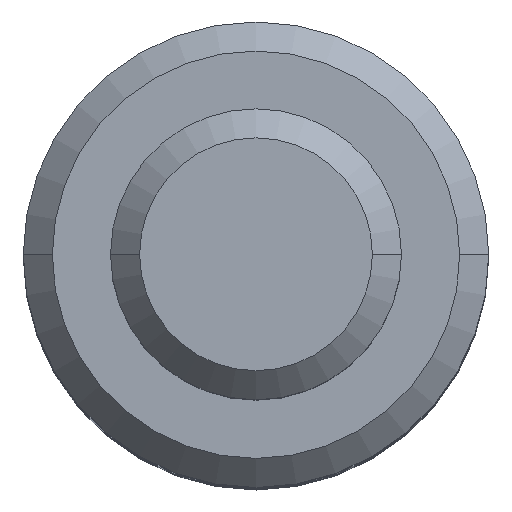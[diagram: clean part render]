
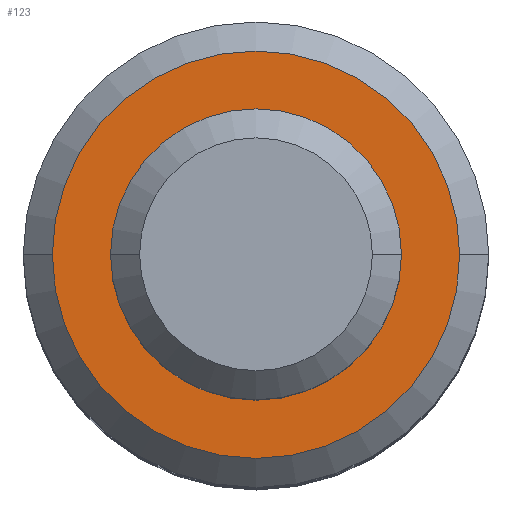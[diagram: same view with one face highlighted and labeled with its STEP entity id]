
A CAD part, top view. The second image highlights one B-rep face of the part: STEP entity #123.
In plain terms, the highlighted planar face has unit normal (0, 0, 1).
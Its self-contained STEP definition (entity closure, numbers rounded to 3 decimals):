
#123=ADVANCED_FACE('',(#259,#260),#261,.T.);
#259=FACE_BOUND('',#403,.T.);
#260=FACE_OUTER_BOUND('',#404,.T.);
#261=PLANE('',#405);
#403=EDGE_LOOP('',(#673,#674));
#404=EDGE_LOOP('',(#675,#676));
#405=AXIS2_PLACEMENT_3D('',#677,#678,#679);
#673=ORIENTED_EDGE('',*,*,#878,.T.);
#674=ORIENTED_EDGE('',*,*,#790,.T.);
#675=ORIENTED_EDGE('',*,*,#849,.F.);
#676=ORIENTED_EDGE('',*,*,#887,.F.);
#677=CARTESIAN_POINT('',(5.0,50.0,50.0));
#678=DIRECTION('',(0.0,0.0,1.0));
#679=DIRECTION('',(1.0,0.0,0.0));
#790=EDGE_CURVE('',#921,#918,#922,.T.);
#849=EDGE_CURVE('',#1016,#1014,#1018,.T.);
#878=EDGE_CURVE('',#918,#921,#1053,.T.);
#887=EDGE_CURVE('',#1014,#1016,#1064,.T.);
#918=VERTEX_POINT('',#1095);
#921=VERTEX_POINT('',#1099);
#922=CIRCLE('',#1100,5.0);
#1014=VERTEX_POINT('',#1211);
#1016=VERTEX_POINT('',#1214);
#1018=CIRCLE('',#1217,7.0);
#1053=CIRCLE('',#1256,5.0);
#1064=CIRCLE('',#1269,7.0);
#1095=CARTESIAN_POINT('',(10.0,50.0,50.0));
#1099=CARTESIAN_POINT('',(0.0,50.0,50.0));
#1100=AXIS2_PLACEMENT_3D('',#1305,#1306,#1307);
#1211=CARTESIAN_POINT('',(-2.0,50.0,50.0));
#1214=CARTESIAN_POINT('',(12.0,50.0,50.0));
#1217=AXIS2_PLACEMENT_3D('',#1401,#1402,#1403);
#1256=AXIS2_PLACEMENT_3D('',#1450,#1451,#1452);
#1269=AXIS2_PLACEMENT_3D('',#1461,#1462,#1463);
#1305=CARTESIAN_POINT('',(5.0,50.0,50.0));
#1306=DIRECTION('',(0.0,0.0,-1.0));
#1307=DIRECTION('',(1.0,0.0,0.0));
#1401=CARTESIAN_POINT('',(5.0,50.0,50.0));
#1402=DIRECTION('',(-0.0,0.0,-1.0));
#1403=DIRECTION('',(-1.0,0.0,0.0));
#1450=CARTESIAN_POINT('',(5.0,50.0,50.0));
#1451=DIRECTION('',(0.0,0.0,-1.0));
#1452=DIRECTION('',(1.0,0.0,0.0));
#1461=CARTESIAN_POINT('',(5.0,50.0,50.0));
#1462=DIRECTION('',(-0.0,0.0,-1.0));
#1463=DIRECTION('',(-1.0,0.0,0.0));
